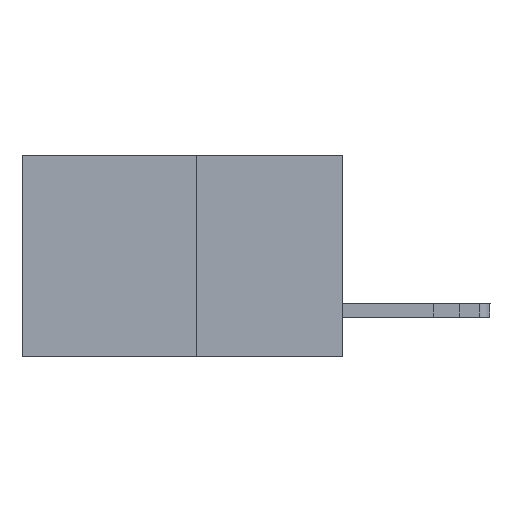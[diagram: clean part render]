
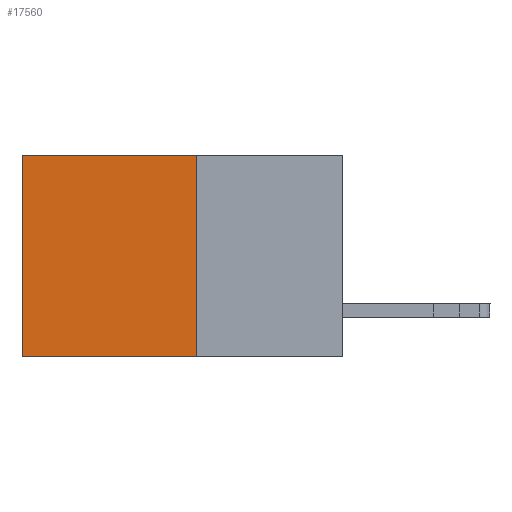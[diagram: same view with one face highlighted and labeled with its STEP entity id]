
A CAD part, left-side view. The second image highlights one B-rep face of the part: STEP entity #17560.
In plain terms, the highlighted planar face has unit normal (-1, 0, 0).
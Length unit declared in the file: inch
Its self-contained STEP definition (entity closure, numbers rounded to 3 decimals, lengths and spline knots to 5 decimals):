
#3 = CARTESIAN_POINT ( 'NONE',  ( 0.277, 0.27, 0. ) ) ;
#211 = DIRECTION ( 'NONE',  ( 0., 1., 0. ) ) ;
#275 = VERTEX_POINT ( 'NONE', #2904 ) ;
#1160 = ORIENTED_EDGE ( 'NONE', *, *, #11495, .F. ) ;
#2490 = VERTEX_POINT ( 'NONE', #27195 ) ;
#2532 = PLANE ( 'NONE',  #7783 ) ;
#2904 = CARTESIAN_POINT ( 'NONE',  ( 0.277, 0.59, -0.37 ) ) ;
#3246 = CARTESIAN_POINT ( 'NONE',  ( 0.277, 0.27, -0.37 ) ) ;
#5049 = DIRECTION ( 'NONE',  ( 1., 0., 0. ) ) ;
#6772 = EDGE_CURVE ( 'NONE', #2490, #9616, #21590, .T. ) ;
#6804 = CARTESIAN_POINT ( 'NONE',  ( 0.277, 0.27, -0.37 ) ) ;
#7783 = AXIS2_PLACEMENT_3D ( 'NONE', #19227, #5049, #21645 ) ;
#8373 = VECTOR ( 'NONE', #9206, 39.37008 ) ;
#8563 = EDGE_CURVE ( 'NONE', #28838, #275, #19207, .T. ) ;
#9206 = DIRECTION ( 'NONE',  ( 0., 0., -1. ) ) ;
#9616 = VERTEX_POINT ( 'NONE', #28538 ) ;
#11495 = EDGE_CURVE ( 'NONE', #2490, #28838, #27295, .T. ) ;
#14143 = VECTOR ( 'NONE', #20924, 39.37008 ) ;
#15174 = DIRECTION ( 'NONE',  ( 0., 1., 0. ) ) ;
#15596 = LINE ( 'NONE', #25646, #14143 ) ;
#17382 = FACE_OUTER_BOUND ( 'NONE', #22858, .T. ) ;
#17560 = ADVANCED_FACE ( 'NONE', ( #17382 ), #2532, .F. ) ;
#19207 = LINE ( 'NONE', #3246, #24861 ) ;
#19227 = CARTESIAN_POINT ( 'NONE',  ( 0.277, 0.27, -0.37 ) ) ;
#20101 = VECTOR ( 'NONE', #211, 39.37008 ) ;
#20924 = DIRECTION ( 'NONE',  ( 0., 0., -1. ) ) ;
#21068 = CARTESIAN_POINT ( 'NONE',  ( 0.277, 0.27, -0.37 ) ) ;
#21590 = LINE ( 'NONE', #3, #20101 ) ;
#21645 = DIRECTION ( 'NONE',  ( 0., 0., -1. ) ) ;
#22858 = EDGE_LOOP ( 'NONE', ( #28485, #23113, #1160, #28657 ) ) ;
#23113 = ORIENTED_EDGE ( 'NONE', *, *, #8563, .F. ) ;
#24861 = VECTOR ( 'NONE', #15174, 39.37008 ) ;
#25063 = EDGE_CURVE ( 'NONE', #9616, #275, #15596, .T. ) ;
#25646 = CARTESIAN_POINT ( 'NONE',  ( 0.277, 0.59, -0.37 ) ) ;
#27195 = CARTESIAN_POINT ( 'NONE',  ( 0.277, 0.27, 0. ) ) ;
#27295 = LINE ( 'NONE', #6804, #8373 ) ;
#28485 = ORIENTED_EDGE ( 'NONE', *, *, #25063, .T. ) ;
#28538 = CARTESIAN_POINT ( 'NONE',  ( 0.277, 0.59, 0. ) ) ;
#28657 = ORIENTED_EDGE ( 'NONE', *, *, #6772, .T. ) ;
#28838 = VERTEX_POINT ( 'NONE', #21068 ) ;
